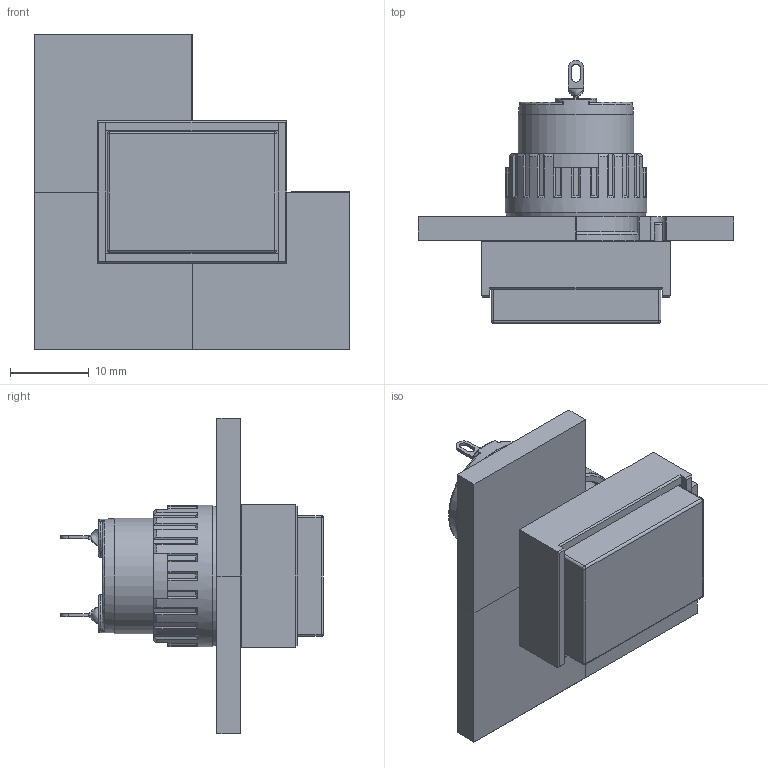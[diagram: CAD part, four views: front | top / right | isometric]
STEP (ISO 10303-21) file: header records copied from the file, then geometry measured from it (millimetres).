
FILE_DESCRIPTION( ( 'Unknown' ), '1' );
FILE_NAME( 'LM_18x24_L_00337485.stp', 'Unknown', ( 'Unknown' ), ( 'Unknown' ), 'PSStep 17.0.49', 'Unknown', ' ' );
FILE_SCHEMA( ( 'AUTOMOTIVE_DESIGN { 1 0 10303 214 1 1 1 1 }' ) );
Length unit declared in the file: millimetre
Products named in the file (11): LM_Anschluss_2x0.5_00337399; LM-Anschlussplatte_2x0.5_00337381; Lampenkontaktfeder_Pos2_linksdrall_LM_U-L1_00337400; Lampenkontaktfeder_Pos2_rechtsdrall_LM_U-L1_00337401; Assem1; Vorsatz-Gehaeuse_18x24_00337379; Druckhaube_18x24XXS_00337429; Befestigungsmutter_00311771; Frontplatte_40x40x3_D16-D2vds_00337581; Frontplatte_40x20x3_D16_Halb-horiz-vds_00353911; Frontplatte_40x20x3_D16_Halbschnitt__00342843
Assembly tree (10 placements, depth 3):
  Assem1
    Vorsatz-Gehaeuse_18x24_00337379
    Druckhaube_18x24XXS_00337429
    Befestigungsmutter_00311771
    Frontplatte_40x40x3_D16-D2vds_00337581
    Frontplatte_40x20x3_D16_Halb-horiz-vds_00353911
    Frontplatte_40x20x3_D16_Halbschnitt__00342843
    LM_Anschluss_2x0.5_00337399
      LM-Anschlussplatte_2x0.5_00337381
      Lampenkontaktfeder_Pos2_linksdrall_LM_U-L1_00337400
      Lampenkontaktfeder_Pos2_rechtsdrall_LM_U-L1_00337401
Bounding box: 40 x 33.3 x 40 mm (x, y, z)
Volume: 10760.1 mm3; surface area: 12266.1 mm2
Topology: 9 solids, 9 shells, 368 faces, 965 edges, 619 vertices
Faces by surface type: plane 264, cylinder 53, cone 24, bspline 12, sphere 8, torus 7
Full cylindrical faces by diameter (mm): 3 x2, 12 x1, 14.6 x1, 14.9 x1, 15.4 x1, 16 x1, 16.05 x1, 17.6 x1, 17.9 x1
Entity records: 14313 total; most frequent: CARTESIAN_POINT 2387, ORIENTED_EDGE 1872, DIRECTION 1827, EDGE_CURVE 936, LINE 661, VECTOR 661, VERTEX_POINT 615, AXIS2_PLACEMENT_3D 583
